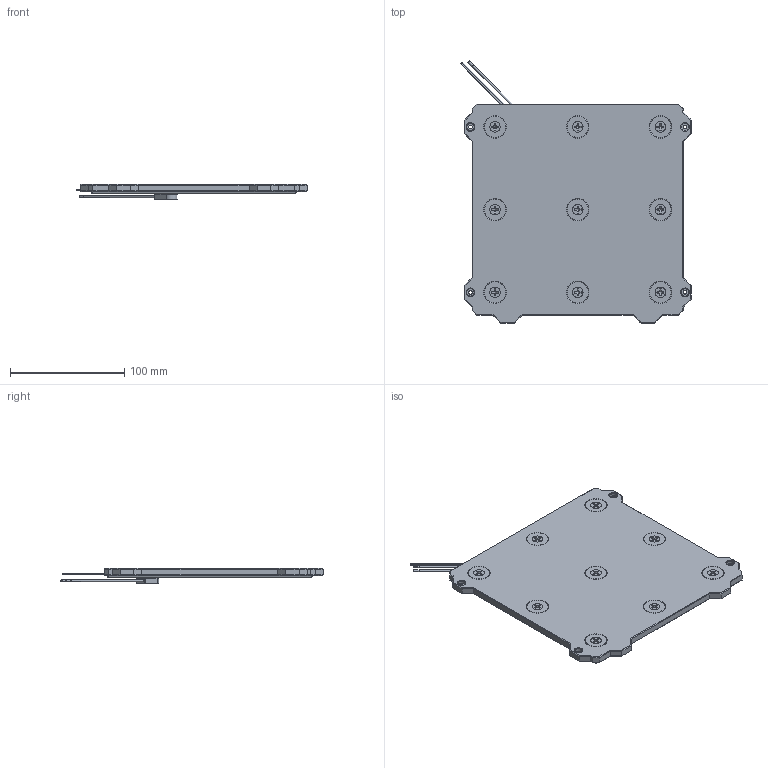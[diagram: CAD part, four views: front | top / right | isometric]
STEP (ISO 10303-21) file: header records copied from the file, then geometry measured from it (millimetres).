
FILE_DESCRIPTION(/* description */ (''),/* implementation_level */ '2;1');
FILE_NAME(/* name */ 'Arc Bed - BETA.step',/* time_stamp */ '2024-07-19T10:03:15+02:00',/* author */ (''),/* organization */ (''),/* preprocessor_version */ 'ST-DEVELOPER v20',/* originating_system */ 'Autodesk Translation Framework v13.14.0.145',/* authorisation */ '');
FILE_SCHEMA (('AUTOMOTIVE_DESIGN { 1 0 10303 214 3 1 1 }'));
Length unit declared in the file: millimetre
Products named in the file (8): Satsuma ARC Bed; Assembly; Precision Alca5/ATP5/MIC6/5083 Aluminum Bed Plate; Silicone Heater Pad; N45SH SmCo Ring Magnet; 91420A316_Steel Phillips Flat Head Screws; Thermistor Wiring; Thermal Fuse
Assembly tree (23 placements, depth 3):
  Satsuma ARC Bed
    Assembly
      Precision Alca5/ATP5/MIC6/5083 Aluminum Bed Plate
      Silicone Heater Pad
      N45SH SmCo Ring Magnet  x9
      91420A316_Steel Phillips Flat Head Screws  x9
      Thermistor Wiring
      Thermal Fuse
Bounding box: 202.03 x 229.97 x 13.35 mm (x, y, z)
Volume: 285962 mm3; surface area: 156182.9 mm2
Topology: 26 solids, 26 shells, 894 faces, 2319 edges, 1498 vertices
Faces by surface type: plane 390, cylinder 249, bspline 116, cone 112, torus 22, sphere 5
Full cylindrical faces by diameter (mm): 0.8 x2, 1.6 x4, 1.8 x2, 3 x1, 3.2 x4, 3.961 x18, 4.234 x18, 5 x37, 5.08 x9, 5.12 x9, 6.5 x4, 19.05 x9, 19.15 x9
Entity records: 25402 total; most frequent: CARTESIAN_POINT 12999, ORIENTED_EDGE 2702, DIRECTION 2117, EDGE_CURVE 1351, VERTEX_POINT 866, LINE 713, VECTOR 713, AXIS2_PLACEMENT_3D 702
